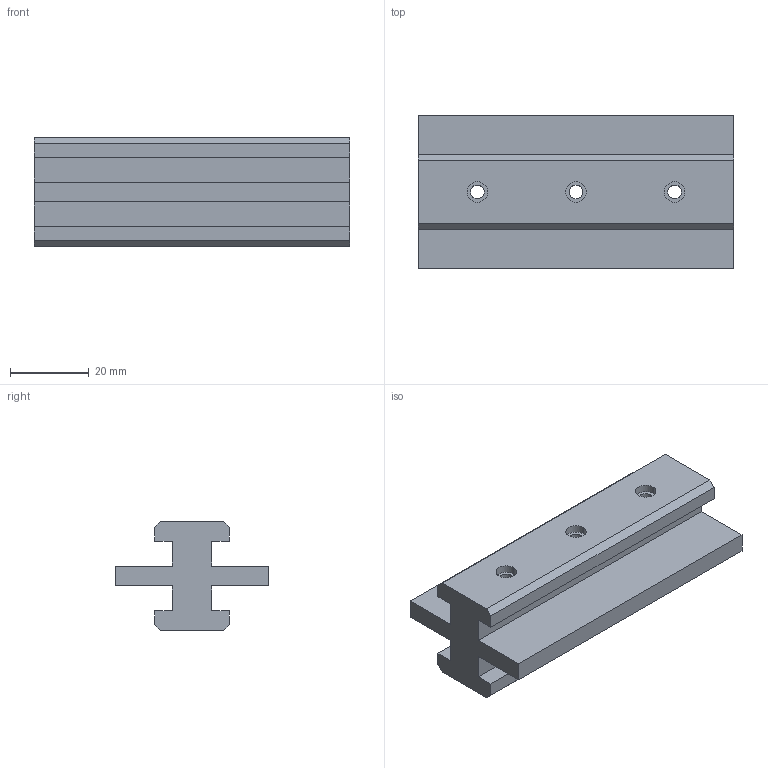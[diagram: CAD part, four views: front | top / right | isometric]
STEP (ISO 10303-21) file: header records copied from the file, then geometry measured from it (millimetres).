
FILE_DESCRIPTION (( 'STEP AP214' ), '1' );
FILE_NAME ('6721020', '2019-02-04T08:28:33', ( '' ), ('JUGARD+KÜNSTNER GmbH'), 'SwSTEP 2.0', 'SolidWorks 2017', '' );
FILE_SCHEMA (( 'AUTOMOTIVE_DESIGN' ));
Length unit declared in the file: millimetre
Products named in the file (1): 6721020_CNAJF00
Bounding box: 80 x 39 x 27.6 mm (x, y, z)
Volume: 39483.2 mm3; surface area: 15214.1 mm2
Topology: 1 solids, 1 shells, 50 faces, 126 edges, 84 vertices
Faces by surface type: plane 32, cylinder 18
Entity records: 1552 total; most frequent: DIRECTION 264, CARTESIAN_POINT 261, ORIENTED_EDGE 252, EDGE_CURVE 126, VECTOR 90, LINE 90, AXIS2_PLACEMENT_3D 87, VERTEX_POINT 84
